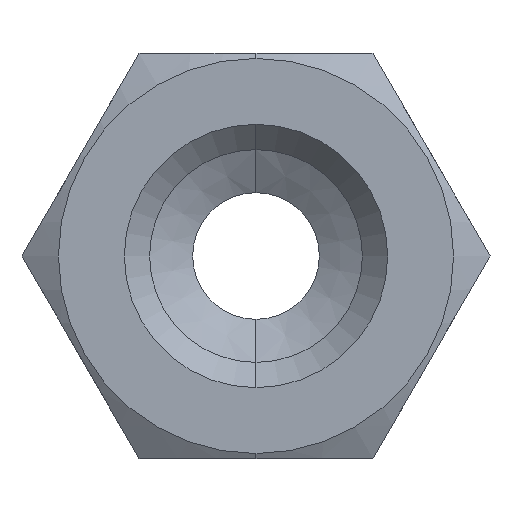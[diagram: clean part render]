
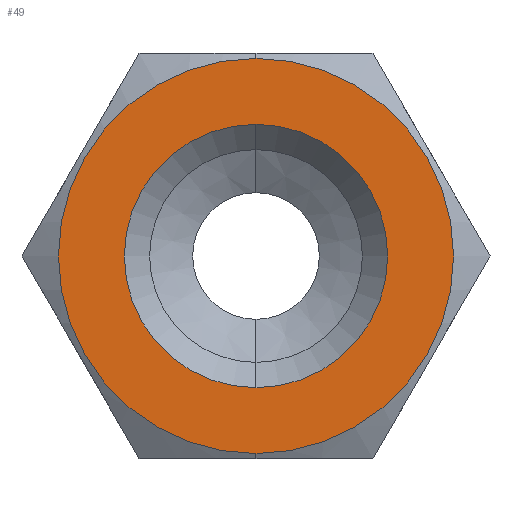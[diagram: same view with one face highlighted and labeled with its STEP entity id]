
A CAD part, front view. The second image highlights one B-rep face of the part: STEP entity #49.
In plain terms, the highlighted planar face has unit normal (0, -1, 0).
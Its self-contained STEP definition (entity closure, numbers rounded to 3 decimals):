
#49 = ADVANCED_FACE ( 'NONE', ( #727, #728 ), #1003, .T. ) ;
#72 = EDGE_CURVE ( 'NONE', #666, #684, #216, .T. ) ;
#75 = EDGE_CURVE ( 'NONE', #687, #670, #212, .T. ) ;
#187 = AXIS2_PLACEMENT_3D ( 'NONE', #580, #577, #573 ) ;
#190 = AXIS2_PLACEMENT_3D ( 'NONE', #827, #826, #825 ) ;
#197 = CIRCLE ( 'NONE', #187, 3.9 ) ;
#206 = CIRCLE ( 'NONE', #190, 2.6 ) ;
#210 = AXIS2_PLACEMENT_3D ( 'NONE', #912, #910, #909 ) ;
#212 = CIRCLE ( 'NONE', #210, 3.9 ) ;
#214 = AXIS2_PLACEMENT_3D ( 'NONE', #922, #921, #920 ) ;
#216 = CIRCLE ( 'NONE', #214, 2.6 ) ;
#254 = AXIS2_PLACEMENT_3D ( 'NONE', #1002, #1001, #1000 ) ;
#329 = EDGE_LOOP ( 'NONE', ( #1116, #1119 ) ) ;
#331 = EDGE_LOOP ( 'NONE', ( #1117, #1120 ) ) ;
#573 = DIRECTION ( 'NONE',  ( 0., 0., -1. ) ) ;
#577 = DIRECTION ( 'NONE',  ( 0., -1., 0. ) ) ;
#580 = CARTESIAN_POINT ( 'NONE',  ( 0., 0., 0. ) ) ;
#666 = VERTEX_POINT ( 'NONE', #876 ) ;
#670 = VERTEX_POINT ( 'NONE', #871 ) ;
#684 = VERTEX_POINT ( 'NONE', #855 ) ;
#687 = VERTEX_POINT ( 'NONE', #852 ) ;
#727 = FACE_BOUND ( 'NONE', #329, .T. ) ;
#728 = FACE_OUTER_BOUND ( 'NONE', #331, .T. ) ;
#825 = DIRECTION ( 'NONE',  ( 0., 0., -1. ) ) ;
#826 = DIRECTION ( 'NONE',  ( 0., -1., 0. ) ) ;
#827 = CARTESIAN_POINT ( 'NONE',  ( 0., 0., 0. ) ) ;
#852 = CARTESIAN_POINT ( 'NONE',  ( 0., 0., -3.9 ) ) ;
#855 = CARTESIAN_POINT ( 'NONE',  ( 0., 0., -2.6 ) ) ;
#871 = CARTESIAN_POINT ( 'NONE',  ( 0., 0., 3.9 ) ) ;
#876 = CARTESIAN_POINT ( 'NONE',  ( 0., 0., 2.6 ) ) ;
#909 = DIRECTION ( 'NONE',  ( 0., 0., -1. ) ) ;
#910 = DIRECTION ( 'NONE',  ( 0., -1., 0. ) ) ;
#912 = CARTESIAN_POINT ( 'NONE',  ( 0., 0., 0. ) ) ;
#920 = DIRECTION ( 'NONE',  ( 0., 0., -1. ) ) ;
#921 = DIRECTION ( 'NONE',  ( 0., -1., 0. ) ) ;
#922 = CARTESIAN_POINT ( 'NONE',  ( 0., 0., 0. ) ) ;
#1000 = DIRECTION ( 'NONE',  ( 0., 0., -1. ) ) ;
#1001 = DIRECTION ( 'NONE',  ( 0., -1., 0. ) ) ;
#1002 = CARTESIAN_POINT ( 'NONE',  ( 0., 0., 0. ) ) ;
#1003 = PLANE ( 'NONE',  #254 ) ;
#1116 = ORIENTED_EDGE ( 'NONE', *, *, #1145, .F. ) ;
#1117 = ORIENTED_EDGE ( 'NONE', *, *, #1150, .T. ) ;
#1119 = ORIENTED_EDGE ( 'NONE', *, *, #72, .F. ) ;
#1120 = ORIENTED_EDGE ( 'NONE', *, *, #75, .T. ) ;
#1145 = EDGE_CURVE ( 'NONE', #684, #666, #206, .T. ) ;
#1150 = EDGE_CURVE ( 'NONE', #670, #687, #197, .T. ) ;
